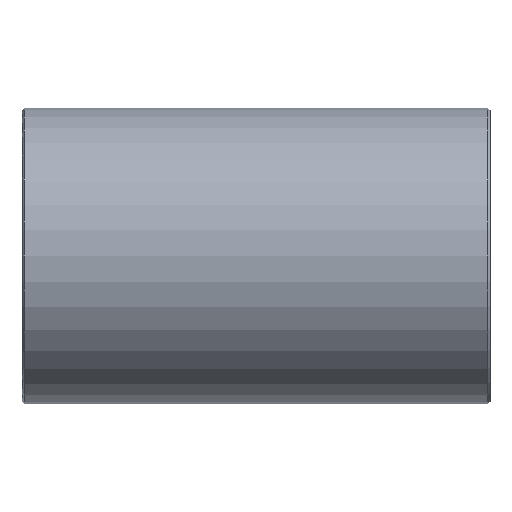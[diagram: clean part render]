
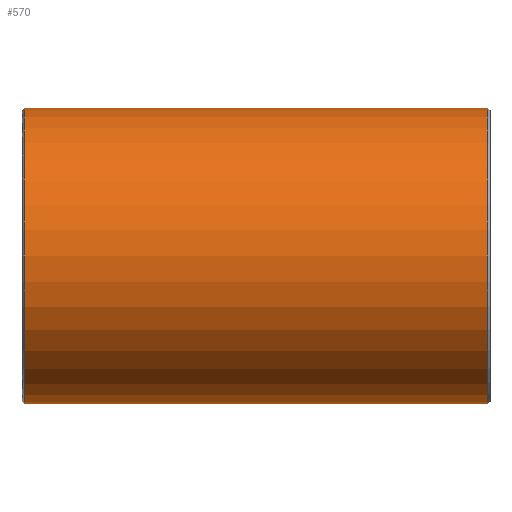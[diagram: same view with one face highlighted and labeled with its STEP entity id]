
A CAD part, front view. The second image highlights one B-rep face of the part: STEP entity #570.
In plain terms, the highlighted cylindrical face has radius 136.525 mm (diameter 273.05 mm), a partial arc.
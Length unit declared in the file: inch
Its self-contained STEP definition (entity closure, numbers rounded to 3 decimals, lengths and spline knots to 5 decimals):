
#35 = VERTEX_POINT ( 'NONE', #800 ) ;
#38 = AXIS2_PLACEMENT_3D ( 'NONE', #205, #345, #492 ) ;
#46 = CARTESIAN_POINT ( 'NONE',  ( -8.41667, 0., -5.375 ) ) ;
#58 = ORIENTED_EDGE ( 'NONE', *, *, #476, .T. ) ;
#73 = LINE ( 'NONE', #630, #253 ) ;
#81 = EDGE_CURVE ( 'NONE', #136, #35, #874, .T. ) ;
#83 = CARTESIAN_POINT ( 'NONE',  ( 8.5, 0., 0. ) ) ;
#136 = VERTEX_POINT ( 'NONE', #898 ) ;
#176 = ORIENTED_EDGE ( 'NONE', *, *, #81, .T. ) ;
#205 = CARTESIAN_POINT ( 'NONE',  ( -8.41667, 0., 0. ) ) ;
#253 = VECTOR ( 'NONE', #758, 39.37008 ) ;
#257 = VERTEX_POINT ( 'NONE', #46 ) ;
#345 = DIRECTION ( 'NONE',  ( 1., 0., 0. ) ) ;
#416 = ORIENTED_EDGE ( 'NONE', *, *, #527, .T. ) ;
#445 = AXIS2_PLACEMENT_3D ( 'NONE', #558, #686, #481 ) ;
#476 = EDGE_CURVE ( 'NONE', #35, #659, #73, .T. ) ;
#481 = DIRECTION ( 'NONE',  ( 0., 0., -1. ) ) ;
#488 = FACE_OUTER_BOUND ( 'NONE', #771, .T. ) ;
#492 = DIRECTION ( 'NONE',  ( 0., 0., 1. ) ) ;
#498 = DIRECTION ( 'NONE',  ( 0., 0., 1. ) ) ;
#506 = CARTESIAN_POINT ( 'NONE',  ( -8.41667, 0., 5.375 ) ) ;
#527 = EDGE_CURVE ( 'NONE', #659, #257, #809, .T. ) ;
#558 = CARTESIAN_POINT ( 'NONE',  ( 8.41667, 0., 0. ) ) ;
#565 = LINE ( 'NONE', #845, #822 ) ;
#570 = ADVANCED_FACE ( 'NONE', ( #488 ), #897, .T. ) ;
#630 = CARTESIAN_POINT ( 'NONE',  ( 8.5, 0., 5.375 ) ) ;
#654 = AXIS2_PLACEMENT_3D ( 'NONE', #83, #840, #498 ) ;
#659 = VERTEX_POINT ( 'NONE', #506 ) ;
#670 = ORIENTED_EDGE ( 'NONE', *, *, #723, .F. ) ;
#686 = DIRECTION ( 'NONE',  ( -1., 0., 0. ) ) ;
#723 = EDGE_CURVE ( 'NONE', #136, #257, #565, .T. ) ;
#758 = DIRECTION ( 'NONE',  ( -1., 0., 0. ) ) ;
#771 = EDGE_LOOP ( 'NONE', ( #670, #176, #58, #416 ) ) ;
#773 = DIRECTION ( 'NONE',  ( -1., 0., 0. ) ) ;
#800 = CARTESIAN_POINT ( 'NONE',  ( 8.41667, 0., 5.375 ) ) ;
#809 = CIRCLE ( 'NONE', #38, 5.375 ) ;
#822 = VECTOR ( 'NONE', #773, 39.37008 ) ;
#840 = DIRECTION ( 'NONE',  ( -1., 0., 0. ) ) ;
#845 = CARTESIAN_POINT ( 'NONE',  ( 8.5, 0., -5.375 ) ) ;
#874 = CIRCLE ( 'NONE', #445, 5.375 ) ;
#897 = CYLINDRICAL_SURFACE ( 'NONE', #654, 5.375 ) ;
#898 = CARTESIAN_POINT ( 'NONE',  ( 8.41667, 0., -5.375 ) ) ;
